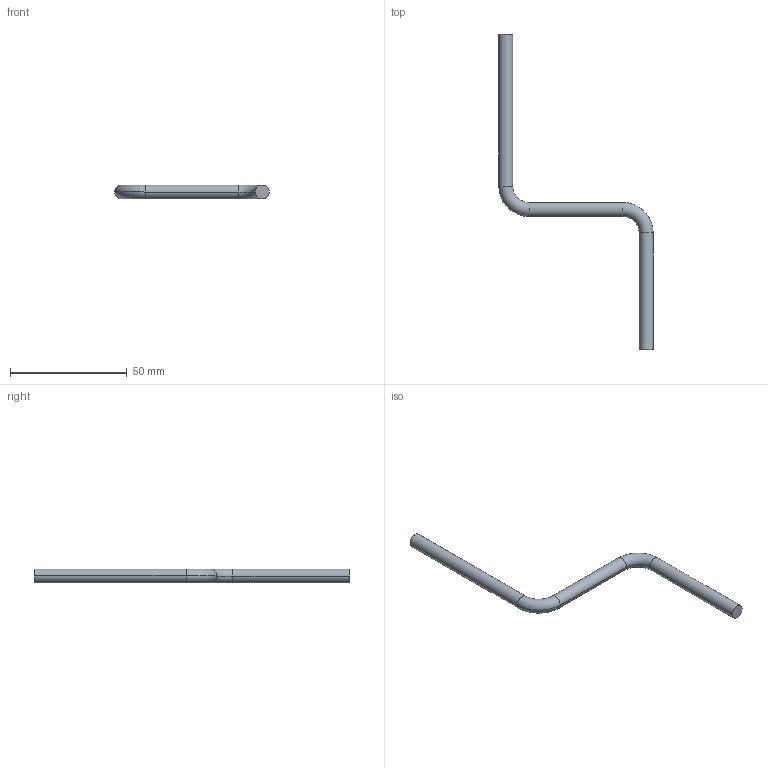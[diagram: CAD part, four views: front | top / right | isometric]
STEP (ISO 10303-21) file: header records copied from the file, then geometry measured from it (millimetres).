
FILE_DESCRIPTION (( 'STEP AP203' ), '1' );
FILE_NAME ('20-019388--HEATPIPE--Rev_A.step', '2022-06-06T17:34:25', ( '' ), ( '' ), 'SwSTEP 2.0', 'SolidWorks 2021', '' );
FILE_SCHEMA (( 'CONFIG_CONTROL_DESIGN' ));
Length unit declared in the file: millimetre
Products named in the file (1): 20-019388--HEATPIPE--Rev_A
Bounding box: 66.09 x 135 x 5.99 mm (x, y, z)
Volume: 5256 mm3; surface area: 3566.2 mm2
Topology: 1 solids, 1 shells, 12 faces, 22 edges, 12 vertices
Faces by surface type: cylinder 6, torus 4, plane 2
Entity records: 375 total; most frequent: DIRECTION 64, CARTESIAN_POINT 47, ORIENTED_EDGE 44, AXIS2_PLACEMENT_3D 29, EDGE_CURVE 22, CIRCLE 16, ADVANCED_FACE 12, EDGE_LOOP 12
